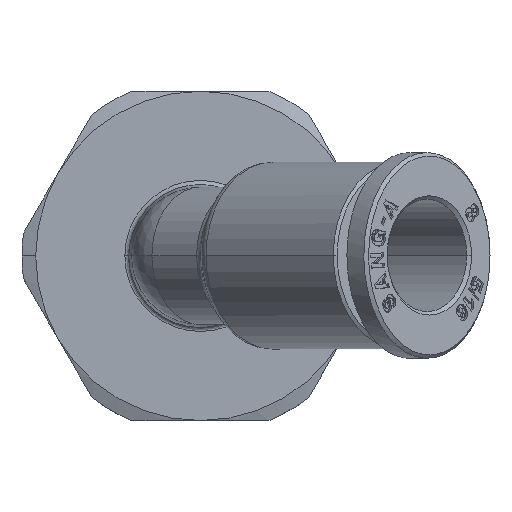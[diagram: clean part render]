
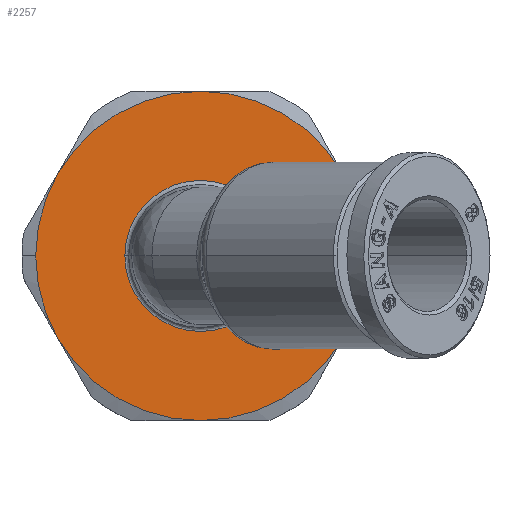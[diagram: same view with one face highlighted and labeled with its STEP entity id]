
A CAD part, top view. The second image highlights one B-rep face of the part: STEP entity #2257.
In plain terms, the highlighted planar face has unit normal (0, 0, 1).
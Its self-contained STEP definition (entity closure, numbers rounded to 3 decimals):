
#1855=CARTESIAN_POINT('',(12.03,0.,-0.979));
#1856=VERTEX_POINT('',#1855);
#1872=CARTESIAN_POINT('',(10.422,6.,-0.979));
#1873=VERTEX_POINT('',#1872);
#1887=CARTESIAN_POINT('',(0.03,0.,-0.979));
#1888=DIRECTION('',(0.0,0.0,1.0));
#1889=DIRECTION('',(1.0,0.0,0.0));
#1890=AXIS2_PLACEMENT_3D('',#1887,#1888,#1889);
#1891=CIRCLE('',#1890,12.);
#1892=EDGE_CURVE('',#1856,#1873,#1891,.T.);
#1902=CARTESIAN_POINT('',(-11.97,0.,-0.979));
#1903=VERTEX_POINT('',#1902);
#1912=CARTESIAN_POINT('',(-10.363,6.,-0.979));
#1913=VERTEX_POINT('',#1912);
#1914=CARTESIAN_POINT('',(0.03,0.,-0.979));
#1915=DIRECTION('',(0.0,0.0,1.0));
#1916=DIRECTION('',(1.0,0.0,0.0));
#1917=AXIS2_PLACEMENT_3D('',#1914,#1915,#1916);
#1918=CIRCLE('',#1917,12.);
#1919=EDGE_CURVE('',#1913,#1903,#1918,.T.);
#2075=CARTESIAN_POINT('',(5.534,0.,-0.979));
#2076=VERTEX_POINT('',#2075);
#2085=CARTESIAN_POINT('',(-5.474,0.,-0.979));
#2086=VERTEX_POINT('',#2085);
#2094=CARTESIAN_POINT('',(0.03,0.,-0.979));
#2095=DIRECTION('',(0.0,0.0,1.0));
#2096=DIRECTION('',(-1.0,0.0,0.0));
#2097=AXIS2_PLACEMENT_3D('',#2094,#2095,#2096);
#2098=CIRCLE('',#2097,5.504);
#2099=EDGE_CURVE('',#2086,#2076,#2098,.T.);
#2158=CARTESIAN_POINT('',(0.03,0.,-0.979));
#2159=DIRECTION('',(0.0,0.0,1.0));
#2160=DIRECTION('',(-1.0,0.0,0.0));
#2161=AXIS2_PLACEMENT_3D('',#2158,#2159,#2160);
#2162=CIRCLE('',#2161,5.504);
#2163=EDGE_CURVE('',#2076,#2086,#2162,.T.);
#2194=CARTESIAN_POINT('',(0.03,0.,-0.979));
#2195=DIRECTION('',(0.0,0.0,-1.0));
#2196=DIRECTION('',(-1.0,0.0,0.0));
#2197=AXIS2_PLACEMENT_3D('',#2194,#2195,#2196);
#2198=PLANE('',#2197);
#2199=ORIENTED_EDGE('',*,*,#1919,.T.);
#2200=CARTESIAN_POINT('',(-10.363,-6.,-0.979));
#2201=VERTEX_POINT('',#2200);
#2202=CARTESIAN_POINT('',(0.03,0.,-0.979));
#2203=DIRECTION('',(0.0,0.0,1.0));
#2204=DIRECTION('',(1.0,0.0,0.0));
#2205=AXIS2_PLACEMENT_3D('',#2202,#2203,#2204);
#2206=CIRCLE('',#2205,12.);
#2207=EDGE_CURVE('',#1903,#2201,#2206,.T.);
#2208=ORIENTED_EDGE('',*,*,#2207,.T.);
#2209=CARTESIAN_POINT('',(0.03,-12.,-0.979));
#2210=VERTEX_POINT('',#2209);
#2211=CARTESIAN_POINT('',(0.03,0.,-0.979));
#2212=DIRECTION('',(0.0,0.0,1.0));
#2213=DIRECTION('',(1.0,0.0,0.0));
#2214=AXIS2_PLACEMENT_3D('',#2211,#2212,#2213);
#2215=CIRCLE('',#2214,12.);
#2216=EDGE_CURVE('',#2201,#2210,#2215,.T.);
#2217=ORIENTED_EDGE('',*,*,#2216,.T.);
#2218=CARTESIAN_POINT('',(10.422,-6.,-0.979));
#2219=VERTEX_POINT('',#2218);
#2220=CARTESIAN_POINT('',(0.03,0.,-0.979));
#2221=DIRECTION('',(0.0,0.0,1.0));
#2222=DIRECTION('',(1.0,0.0,0.0));
#2223=AXIS2_PLACEMENT_3D('',#2220,#2221,#2222);
#2224=CIRCLE('',#2223,12.);
#2225=EDGE_CURVE('',#2210,#2219,#2224,.T.);
#2226=ORIENTED_EDGE('',*,*,#2225,.T.);
#2227=CARTESIAN_POINT('',(0.03,0.,-0.979));
#2228=DIRECTION('',(0.0,0.0,1.0));
#2229=DIRECTION('',(1.0,0.0,0.0));
#2230=AXIS2_PLACEMENT_3D('',#2227,#2228,#2229);
#2231=CIRCLE('',#2230,12.);
#2232=EDGE_CURVE('',#2219,#1856,#2231,.T.);
#2233=ORIENTED_EDGE('',*,*,#2232,.T.);
#2234=ORIENTED_EDGE('',*,*,#1892,.T.);
#2235=CARTESIAN_POINT('',(0.03,12.0,-0.979));
#2236=VERTEX_POINT('',#2235);
#2237=CARTESIAN_POINT('',(0.03,0.,-0.979));
#2238=DIRECTION('',(0.0,0.0,1.0));
#2239=DIRECTION('',(1.0,0.0,0.0));
#2240=AXIS2_PLACEMENT_3D('',#2237,#2238,#2239);
#2241=CIRCLE('',#2240,12.);
#2242=EDGE_CURVE('',#1873,#2236,#2241,.T.);
#2243=ORIENTED_EDGE('',*,*,#2242,.T.);
#2244=CARTESIAN_POINT('',(0.03,0.,-0.979));
#2245=DIRECTION('',(0.0,0.0,1.0));
#2246=DIRECTION('',(1.0,0.0,0.0));
#2247=AXIS2_PLACEMENT_3D('',#2244,#2245,#2246);
#2248=CIRCLE('',#2247,12.);
#2249=EDGE_CURVE('',#2236,#1913,#2248,.T.);
#2250=ORIENTED_EDGE('',*,*,#2249,.T.);
#2251=EDGE_LOOP('',(#2199,#2208,#2217,#2226,#2233,#2234,#2243,#2250));
#2252=FACE_OUTER_BOUND('',#2251,.T.);
#2253=ORIENTED_EDGE('',*,*,#2163,.F.);
#2254=ORIENTED_EDGE('',*,*,#2099,.F.);
#2255=EDGE_LOOP('',(#2253,#2254));
#2256=FACE_BOUND('',#2255,.T.);
#2257=ADVANCED_FACE('',(#2252,#2256),#2198,.F.);
